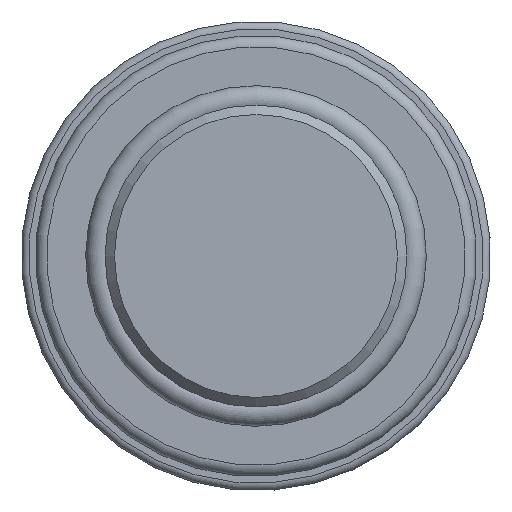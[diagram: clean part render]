
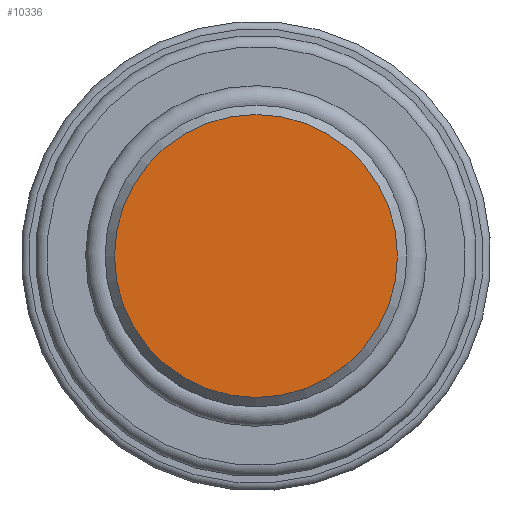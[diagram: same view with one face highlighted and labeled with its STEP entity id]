
A CAD part, left-side view. The second image highlights one B-rep face of the part: STEP entity #10336.
In plain terms, the highlighted planar face has unit normal (-1, 0, 0).
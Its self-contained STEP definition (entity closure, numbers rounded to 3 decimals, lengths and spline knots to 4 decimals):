
#1018=PLANE('',#11015);
#2491=FACE_OUTER_BOUND('',#3074,.T.);
#3074=EDGE_LOOP('',(#6827));
#3733=CIRCLE('',#11016,7.475);
#4071=VERTEX_POINT('',#13841);
#5156=EDGE_CURVE('',#4071,#4071,#3733,.T.);
#6827=ORIENTED_EDGE('',*,*,#5156,.F.);
#10336=ADVANCED_FACE('',(#2491),#1018,.T.);
#11015=AXIS2_PLACEMENT_3D('',#13840,#11859,#11860);
#11016=AXIS2_PLACEMENT_3D('',#13842,#11861,#11862);
#11859=DIRECTION('center_axis',(-1.,0.,0.));
#11860=DIRECTION('ref_axis',(0.,0.,1.));
#11861=DIRECTION('center_axis',(1.,0.,0.));
#11862=DIRECTION('ref_axis',(0.,-1.,0.));
#13840=CARTESIAN_POINT('Origin',(0.,7.975,0.));
#13841=CARTESIAN_POINT('',(0.,7.475,0.));
#13842=CARTESIAN_POINT('Origin',(0.,0.,0.));
